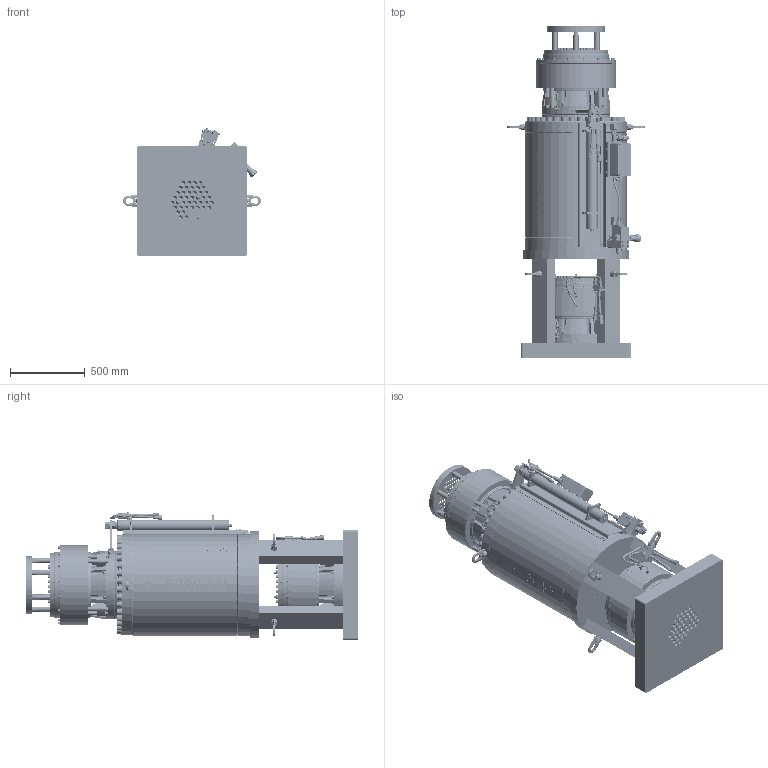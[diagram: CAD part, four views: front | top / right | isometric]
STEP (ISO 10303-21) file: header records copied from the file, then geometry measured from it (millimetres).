
FILE_DESCRIPTION(/* description */ ('-'),/* implementation_level */ '2;1');
FILE_NAME(/* name */ 'HSL50006 Retracted.stp',/* time_stamp */ '2022-03-24T13:06:09+01:00',/* author */ ('roy.gaakink'),/* organization */ (''),/* preprocessor_version */ 'ST-DEVELOPER v18',/* originating_system */ 'Autodesk Inventor 2020',/* authorisation */ '');
FILE_SCHEMA (('AUTOMOTIVE_DESIGN { 1 0 10303 214 3 1 1 }'));
Products named in the file (1): 03937.01.00.00_Shrinkwrap_Ret
Bounding box: 922.5 x 2218 x 852.37 mm (x, y, z)
Volume: 394861718.1 mm3; surface area: 19126552.9 mm2
Topology: 65 solids, 65 shells, 10181 faces, 27811 edges, 18347 vertices
Faces by surface type: plane 4992, cylinder 2049, cone 1650, bspline 808, torus 622, sphere 60
Full cylindrical faces by diameter (mm): 5.8 x2, 6 x14, 6.5 x4, 6.8 x2, 7 x6, 7.323 x6, 8 x8, 8.9 x6, 9.158 x8, 9.354 x2, 10 x16, 10.167 x2, 10.6 x2, 11.053 x2, 11.4 x6, 11.6 x4, 12 x42, 13 x6, 13.5 x14, 14 x12, 15 x4, 15.2 x4, 15.3 x1, 16 x59, 16.83 x4, 17 x11, 17.2 x2, 17.6 x6, 17.85 x4, 18 x12
Entity records: 386985 total; most frequent: CARTESIAN_POINT 127921, ORIENTED_EDGE 55190, DIRECTION 49632, EDGE_CURVE 27595, AXIS2_PLACEMENT_3D 18714, VERTEX_POINT 18475, LINE 12204, VECTOR 12204
